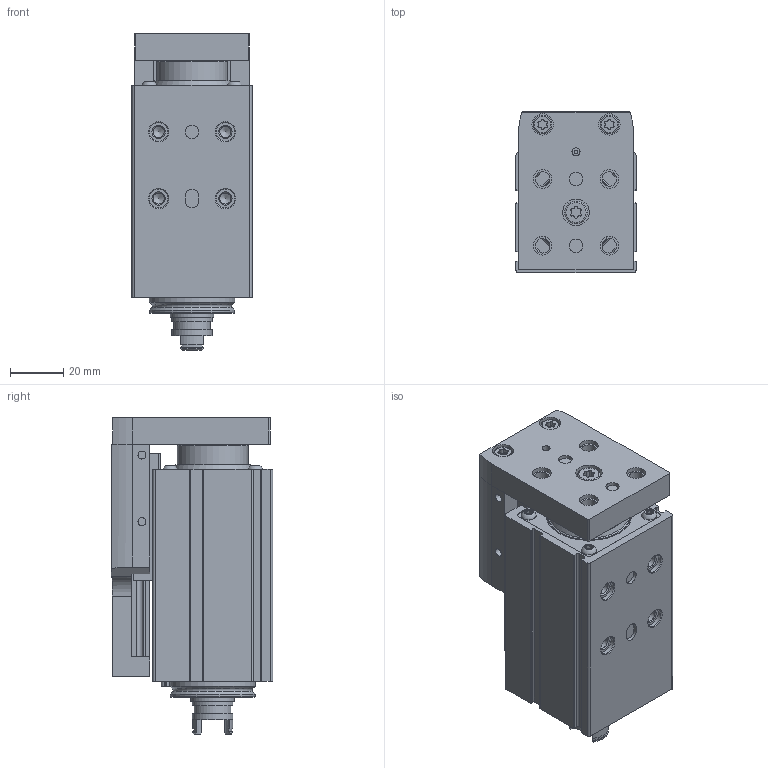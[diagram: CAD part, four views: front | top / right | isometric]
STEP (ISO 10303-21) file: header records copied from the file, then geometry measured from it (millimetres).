
FILE_DESCRIPTION(/* description */ ('STEP AP214'),/* implementation_level */ '2;1');
FILE_NAME(/* name */ '8162079_EGSC-BS-KF-45-25-3P',/* time_stamp */ '2024-08-21T13:43:58+02:00',/* author */ ('License CC BY-ND 4.0'),/* organization */ ('CADENAS'),/* preprocessor_version */ 'ST-DEVELOPER v19.3',/* originating_system */ 'PARTsolutions',/* authorisation */ ' ');
FILE_SCHEMA (('AUTOMOTIVE_DESIGN {1 0 10303 214 3 1 1}'));
Length unit declared in the file: millimetre
Products named in the file (7): 8162079 EGSC-BS-KF-45-25-3P ---(0); 4795390 EGSC-BS-KF-45---(25_P); 340116 G1/8-AEVU; 8048305 EGSC-BS-KF-45---(S_25); 8141997 EAMC-15-GB8-D8x9-A; ISO 14579 M4x10(F); DIN-912 - M2.5x8(F)
Assembly tree (6 placements, depth 2):
  8162079 EGSC-BS-KF-45-25-3P ---(0)
    4795390 EGSC-BS-KF-45---(25_P)
    340116 G1/8-AEVU
    8048305 EGSC-BS-KF-45---(S_25)
    8141997 EAMC-15-GB8-D8x9-A
    ISO 14579 M4x10(F)
    DIN-912 - M2.5x8(F)
Bounding box: 45 x 60.5 x 118.7 mm (x, y, z)
Volume: 227387.3 mm3; surface area: 61789.8 mm2
Topology: 6 solids, 6 shells, 523 faces, 1245 edges, 801 vertices
Faces by surface type: plane 229, cylinder 211, cone 67, torus 12, sphere 4
Full cylindrical faces by diameter (mm): 1.3 x1, 1.567 x2, 2.013 x1, 2.459 x4, 2.5 x2, 3 x9, 3.242 x1, 4 x1, 4.134 x8, 4.5 x1, 5 x5, 5.5 x4, 5.7 x4, 6.2 x1, 6.625 x2, 7 x11, 8 x4, 8.3 x1, 8.5 x1, 8.566 x1, 10 x5, 10.3 x1, 13.25 x2, 20 x1, 22 x1, 26.5 x2, 31.8 x1, 32 x1, 32.1 x1, 36 x1
Entity records: 16163 total; most frequent: CARTESIAN_POINT 2705, DIRECTION 2543, ORIENTED_EDGE 2158, EDGE_CURVE 1079, AXIS2_PLACEMENT_3D 1015, VERTEX_POINT 785, FACE_BOUND 768, EDGE_LOOP 761
